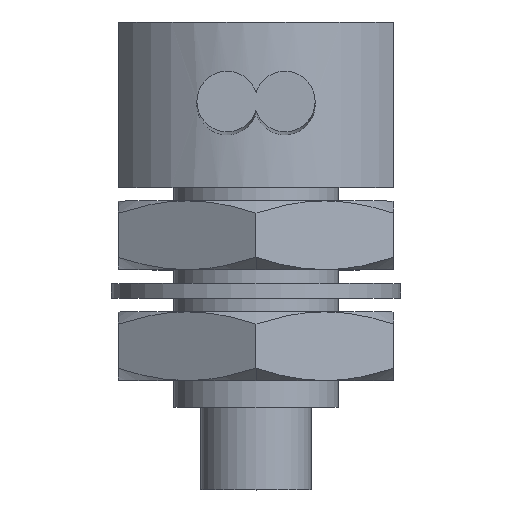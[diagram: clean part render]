
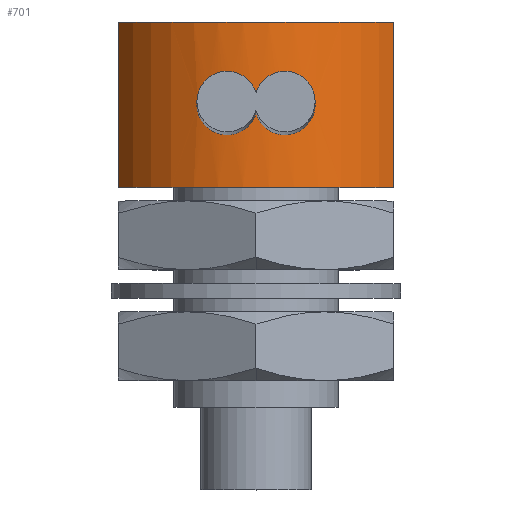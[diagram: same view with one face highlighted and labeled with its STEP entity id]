
A CAD part, top view. The second image highlights one B-rep face of the part: STEP entity #701.
In plain terms, the highlighted cylindrical face has radius 5.75 mm (diameter 11.5 mm), a partial arc.
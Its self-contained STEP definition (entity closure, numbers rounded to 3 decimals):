
#111=CARTESIAN_POINT('',(0.,0.,-11.));
#112=DIRECTION('',(0.,0.,1.));
#113=DIRECTION('',(-0.87,-0.494,0.));
#114=AXIS2_PLACEMENT_3D('',#111,#112,#113);
#138=CARTESIAN_POINT('',(0.,0.,-17.));
#139=DIRECTION('',(0.,0.,1.));
#140=DIRECTION('',(-0.87,-0.494,0.));
#141=AXIS2_PLACEMENT_3D('',#138,#139,#140);
#148=DIRECTION('',(0.,0.,1.));
#149=VECTOR('',#148,6.);
#150=CARTESIAN_POINT('',(5.,-2.839,-17.));
#151=LINE('',#150,#149);
#152=DIRECTION('',(0.,0.,-1.));
#153=VECTOR('',#152,6.);
#154=CARTESIAN_POINT('',(-5.,-2.839,-11.));
#155=LINE('',#154,#153);
#160=CARTESIAN_POINT('',(0.,-5.75,
-13.672));
#161=CARTESIAN_POINT('',(-0.028,-5.75,
-13.581));
#162=CARTESIAN_POINT('',(-0.109,-5.75,
-13.407));
#163=CARTESIAN_POINT('',(-0.29,-5.744,
-13.188));
#164=CARTESIAN_POINT('',(-0.52,-5.728,
-13.023));
#165=CARTESIAN_POINT('',(-0.777,-5.699,
-12.923));
#166=CARTESIAN_POINT('',(-0.959,-5.67,
-12.9));
#167=CARTESIAN_POINT('',(-1.05,-5.653,
-12.9));
#177=CARTESIAN_POINT('',(1.05,-5.653,-12.9));
#178=CARTESIAN_POINT('',(0.955,-5.671,
-12.9));
#179=CARTESIAN_POINT('',(0.765,-5.701,
-12.925));
#180=CARTESIAN_POINT('',(0.503,-5.73,
-13.032));
#181=CARTESIAN_POINT('',(0.278,-5.744,
-13.199));
#182=CARTESIAN_POINT('',(0.102,-5.75,
-13.419));
#183=CARTESIAN_POINT('',(0.027,-5.75,
-13.586));
#184=CARTESIAN_POINT('',(0.,-5.75,
-13.672));
#186=CARTESIAN_POINT('',(1.05,-5.653,-15.1));
#187=CARTESIAN_POINT('',(1.12,-5.64,-15.1));
#188=CARTESIAN_POINT('',(1.252,-5.613,-15.087));
#189=CARTESIAN_POINT('',(1.422,-5.572,-15.039));
#190=CARTESIAN_POINT('',(1.566,-5.533,-14.976));
#191=CARTESIAN_POINT('',(1.722,-5.487,-14.878));
#192=CARTESIAN_POINT('',(1.873,-5.437,-14.741));
#193=CARTESIAN_POINT('',(2.011,-5.387,-14.553));
#194=CARTESIAN_POINT('',(2.119,-5.346,-14.31));
#195=CARTESIAN_POINT('',(2.166,-5.326,-13.998));
#196=CARTESIAN_POINT('',(2.118,-5.346,-13.678));
#197=CARTESIAN_POINT('',(1.987,-5.397,-13.401));
#198=CARTESIAN_POINT('',(1.821,-5.455,-13.204));
#199=CARTESIAN_POINT('',(1.642,-5.512,-13.065));
#200=CARTESIAN_POINT('',(1.469,-5.56,-12.977));
#201=CARTESIAN_POINT('',(1.282,-5.606,-12.918));
#202=CARTESIAN_POINT('',(1.13,-5.638,-12.9));
#203=CARTESIAN_POINT('',(1.05,-5.653,-12.9));
#205=CARTESIAN_POINT('',(0.,-5.75,
-14.328));
#206=CARTESIAN_POINT('',(0.028,-5.75,
-14.419));
#207=CARTESIAN_POINT('',(0.109,-5.75,
-14.593));
#208=CARTESIAN_POINT('',(0.29,-5.744,
-14.812));
#209=CARTESIAN_POINT('',(0.52,-5.728,
-14.977));
#210=CARTESIAN_POINT('',(0.777,-5.699,
-15.077));
#211=CARTESIAN_POINT('',(0.959,-5.67,
-15.1));
#212=CARTESIAN_POINT('',(1.05,-5.653,-15.1));
#226=CARTESIAN_POINT('',(-1.05,-5.653,
-15.1));
#227=CARTESIAN_POINT('',(-0.955,-5.671,
-15.1));
#228=CARTESIAN_POINT('',(-0.765,-5.701,
-15.075));
#229=CARTESIAN_POINT('',(-0.503,-5.73,
-14.968));
#230=CARTESIAN_POINT('',(-0.278,-5.744,
-14.801));
#231=CARTESIAN_POINT('',(-0.102,-5.75,
-14.581));
#232=CARTESIAN_POINT('',(-0.027,-5.75,
-14.414));
#233=CARTESIAN_POINT('',(0.,-5.75,
-14.328));
#239=CARTESIAN_POINT('',(-1.05,-5.653,
-12.9));
#240=CARTESIAN_POINT('',(-1.12,-5.64,
-12.9));
#241=CARTESIAN_POINT('',(-1.252,-5.613,
-12.913));
#242=CARTESIAN_POINT('',(-1.422,-5.572,
-12.961));
#243=CARTESIAN_POINT('',(-1.566,-5.533,
-13.024));
#244=CARTESIAN_POINT('',(-1.722,-5.487,
-13.122));
#245=CARTESIAN_POINT('',(-1.873,-5.437,
-13.259));
#246=CARTESIAN_POINT('',(-2.011,-5.387,
-13.447));
#247=CARTESIAN_POINT('',(-2.119,-5.346,
-13.69));
#248=CARTESIAN_POINT('',(-2.166,-5.326,
-14.002));
#249=CARTESIAN_POINT('',(-2.118,-5.346,
-14.322));
#250=CARTESIAN_POINT('',(-1.987,-5.397,
-14.599));
#251=CARTESIAN_POINT('',(-1.821,-5.455,
-14.796));
#252=CARTESIAN_POINT('',(-1.642,-5.512,
-14.935));
#253=CARTESIAN_POINT('',(-1.469,-5.56,
-15.023));
#254=CARTESIAN_POINT('',(-1.282,-5.606,
-15.082));
#255=CARTESIAN_POINT('',(-1.13,-5.638,
-15.1));
#256=CARTESIAN_POINT('',(-1.05,-5.653,
-15.1));
#399=VERTEX_POINT('',#160);
#400=VERTEX_POINT('',#167);
#407=CARTESIAN_POINT('',(-1.05,-5.653,
-15.1));
#408=VERTEX_POINT('',#407);
#409=VERTEX_POINT('',#186);
#410=VERTEX_POINT('',#203);
#415=VERTEX_POINT('',#205);
#418=CARTESIAN_POINT('',(-5.,-2.839,-17.));
#420=VERTEX_POINT('',#418);
#424=CARTESIAN_POINT('',(5.,-2.839,-17.));
#425=VERTEX_POINT('',#424);
#426=CARTESIAN_POINT('',(5.,-2.839,-11.));
#427=VERTEX_POINT('',#426);
#432=CARTESIAN_POINT('',(-5.,-2.839,-11.));
#433=VERTEX_POINT('',#432);
#675=CARTESIAN_POINT('',(0.,0.,-11.));
#676=DIRECTION('',(0.,0.,-1.));
#677=DIRECTION('',(-1.,0.,0.));
#678=AXIS2_PLACEMENT_3D('',#675,#676,#677);
#679=CYLINDRICAL_SURFACE('',#678,5.75);
#680=ORIENTED_EDGE('',*,*,#623,.T.);
#682=ORIENTED_EDGE('',*,*,#681,.F.);
#683=ORIENTED_EDGE('',*,*,#667,.F.);
#684=ORIENTED_EDGE('',*,*,#640,.F.);
#685=EDGE_LOOP('',(#680,#682,#683,#684));
#686=FACE_OUTER_BOUND('',#685,.F.);
#688=ORIENTED_EDGE('',*,*,#687,.T.);
#690=ORIENTED_EDGE('',*,*,#689,.T.);
#692=ORIENTED_EDGE('',*,*,#691,.T.);
#694=ORIENTED_EDGE('',*,*,#693,.T.);
#696=ORIENTED_EDGE('',*,*,#695,.T.);
#698=ORIENTED_EDGE('',*,*,#697,.T.);
#699=EDGE_LOOP('',(#688,#690,#692,#694,#696,#698));
#700=FACE_BOUND('',#699,.F.);
#701=ADVANCED_FACE('',(#686,#700),#679,.T.);
#115=CIRCLE('',#114,5.75);
#142=CIRCLE('',#141,5.75);
#168=B_SPLINE_CURVE_WITH_KNOTS('',3,(#160,#161,#162,#163,#164,#165,#166,#167),
.UNSPECIFIED.,.F.,.F.,(4,1,1,1,1,4),(0.,0.2,0.4,0.6,0.8,1.),
.UNSPECIFIED.);
#185=B_SPLINE_CURVE_WITH_KNOTS('',3,(#177,#178,#179,#180,#181,#182,#183,#184),
.UNSPECIFIED.,.F.,.F.,(4,1,1,1,1,4),(0.,0.2,0.4,0.6,0.8,1.),
.UNSPECIFIED.);
#204=B_SPLINE_CURVE_WITH_KNOTS('',3,(#186,#187,#188,#189,#190,#191,#192,#193,
#194,#195,#196,#197,#198,#199,#200,#201,#202,#203),.UNSPECIFIED.,.F.,.F.,(4,1,1,
1,1,1,1,1,1,1,1,1,1,1,1,4),(0.,0.067,0.133,0.2,
0.267,0.333,0.4,0.467,0.533,
0.6,0.667,0.733,0.8,0.867,
0.933,1.),.UNSPECIFIED.);
#213=B_SPLINE_CURVE_WITH_KNOTS('',3,(#205,#206,#207,#208,#209,#210,#211,#212),
.UNSPECIFIED.,.F.,.F.,(4,1,1,1,1,4),(0.,0.2,0.4,0.6,0.8,1.),
.UNSPECIFIED.);
#234=B_SPLINE_CURVE_WITH_KNOTS('',3,(#226,#227,#228,#229,#230,#231,#232,#233),
.UNSPECIFIED.,.F.,.F.,(4,1,1,1,1,4),(0.,0.2,0.4,0.6,0.8,1.),
.UNSPECIFIED.);
#257=B_SPLINE_CURVE_WITH_KNOTS('',3,(#239,#240,#241,#242,#243,#244,#245,#246,
#247,#248,#249,#250,#251,#252,#253,#254,#255,#256),.UNSPECIFIED.,.F.,.F.,(4,1,1,
1,1,1,1,1,1,1,1,1,1,1,1,4),(0.,0.067,0.133,0.2,
0.267,0.333,0.4,0.467,0.533,
0.6,0.667,0.733,0.8,0.867,
0.933,1.),.UNSPECIFIED.);
#623=EDGE_CURVE('',#433,#427,#115,.T.);
#640=EDGE_CURVE('',#433,#420,#155,.T.);
#667=EDGE_CURVE('',#420,#425,#142,.T.);
#681=EDGE_CURVE('',#425,#427,#151,.T.);
#687=EDGE_CURVE('',#399,#400,#168,.T.);
#689=EDGE_CURVE('',#400,#408,#257,.T.);
#691=EDGE_CURVE('',#408,#415,#234,.T.);
#693=EDGE_CURVE('',#415,#409,#213,.T.);
#695=EDGE_CURVE('',#409,#410,#204,.T.);
#697=EDGE_CURVE('',#410,#399,#185,.T.);
